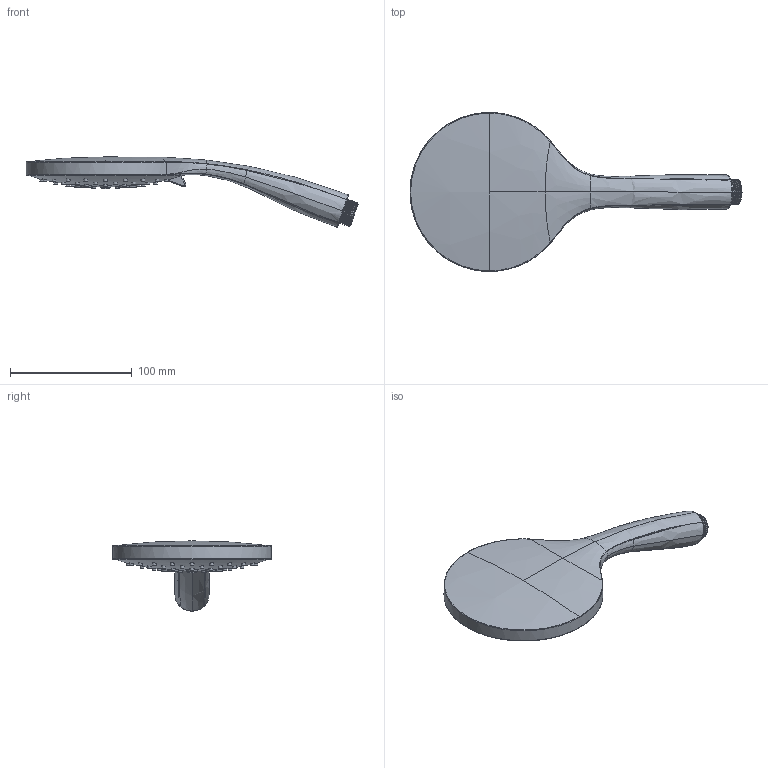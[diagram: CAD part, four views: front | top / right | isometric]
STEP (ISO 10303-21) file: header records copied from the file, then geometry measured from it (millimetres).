
FILE_DESCRIPTION(/* description */ ('Unknown'),/* implementation_level */ '2;1');
FILE_NAME(/* name */ 'M376',/* time_stamp */ '2016-04-21T10:23:56+02:00',/* author */ ('Unknown'),/* organization */ ('Unknown'),/* preprocessor_version */ 'ST-DEVELOPER v16.7',/* originating_system */ 'DEX',/* authorisation */ $);
FILE_SCHEMA (('AUTOMOTIVE_DESIGN {1 0 10303 214 3 1 1}'));
Length unit declared in the file: millimetre
Products named in the file (11): M376; A101051_00101ZZ; E055067_12700ZZ_ASM; E055067_12700DE_ASM; A063053_C0200ZZ_ASM; A063053_C0200ZZ_EROG; A063053_C0200ZZ_GOMMA; A030105_00700ZZ; E133031_00000DA_ASM; A133031_02200ZZ; A040002_18136ZZ
Assembly tree (10 placements, depth 5):
  M376
    A101051_00101ZZ
    E055067_12700ZZ_ASM
      E055067_12700DE_ASM
        A063053_C0200ZZ_ASM
          A063053_C0200ZZ_EROG
          A063053_C0200ZZ_GOMMA
        A030105_00700ZZ
    E133031_00000DA_ASM
      A133031_02200ZZ
    A040002_18136ZZ
Bounding box: 272.65 x 130.54 x 57.6 mm (x, y, z)
Volume: 2027 mm3; surface area: 51929.9 mm2
Topology: 2 solids, 59 shells, 1426 faces, 4691 edges, 3237 vertices
Faces by surface type: plane 790, cone 192, bspline 189, torus 160, cylinder 78, sphere 17
Full cylindrical faces by diameter (mm): 20.8 x4, 123.5 x1
Entity records: 67977 total; most frequent: CARTESIAN_POINT 31368, ORIENTED_EDGE 7047, DIRECTION 6545, EDGE_CURVE 4255, VERTEX_POINT 3043, AXIS2_PLACEMENT_3D 2185, LINE 2175, VECTOR 2175
